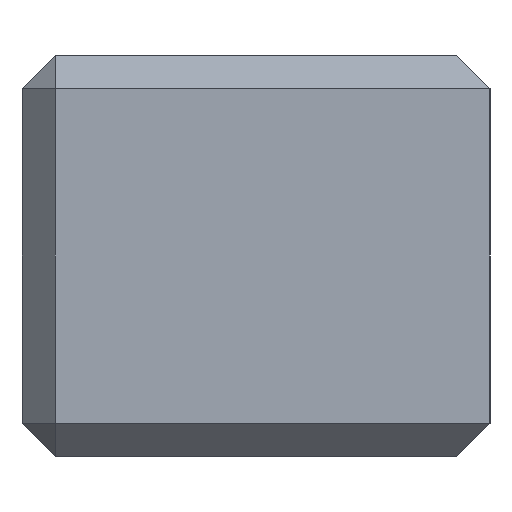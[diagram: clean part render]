
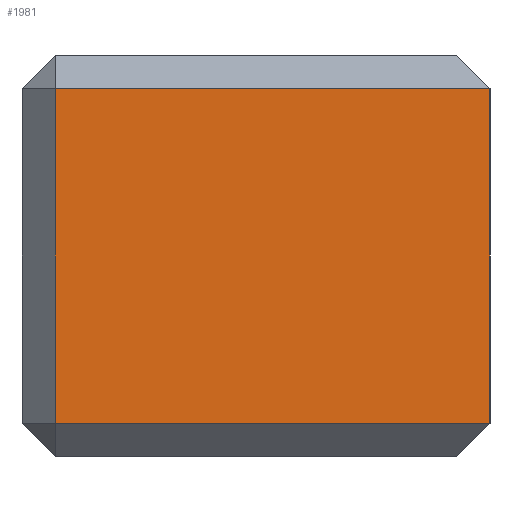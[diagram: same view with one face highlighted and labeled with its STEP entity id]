
A CAD part, left-side view. The second image highlights one B-rep face of the part: STEP entity #1981.
In plain terms, the highlighted planar face has unit normal (-1, 0, 0).
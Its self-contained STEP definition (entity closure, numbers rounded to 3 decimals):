
#44 = LINE ( 'NONE', #2042, #1552 ) ;
#375 = ORIENTED_EDGE ( 'NONE', *, *, #3181, .F. ) ;
#473 = CARTESIAN_POINT ( 'NONE',  ( -20., 13., -5. ) ) ;
#590 = CARTESIAN_POINT ( 'NONE',  ( -20., 0., -5. ) ) ;
#813 = DIRECTION ( 'NONE',  ( 0., 0., -1. ) ) ;
#855 = CARTESIAN_POINT ( 'NONE',  ( -20., 0., 6. ) ) ;
#950 = VERTEX_POINT ( 'NONE', #3147 ) ;
#1027 = EDGE_CURVE ( 'NONE', #2446, #4379, #1313, .T. ) ;
#1123 = ORIENTED_EDGE ( 'NONE', *, *, #3786, .T. ) ;
#1313 = LINE ( 'NONE', #3175, #1370 ) ;
#1351 = FACE_OUTER_BOUND ( 'NONE', #4662, .T. ) ;
#1370 = VECTOR ( 'NONE', #3565, 1000. ) ;
#1552 = VECTOR ( 'NONE', #4261, 1000. ) ;
#1873 = PLANE ( 'NONE',  #3699 ) ;
#1916 = DIRECTION ( 'NONE',  ( 0., 1., 0. ) ) ;
#1949 = LINE ( 'NONE', #4114, #2352 ) ;
#1981 = ADVANCED_FACE ( 'NONE', ( #1351 ), #1873, .F. ) ;
#2042 = CARTESIAN_POINT ( 'NONE',  ( -20., 0., 6. ) ) ;
#2352 = VECTOR ( 'NONE', #813, 1000. ) ;
#2446 = VERTEX_POINT ( 'NONE', #473 ) ;
#2506 = EDGE_CURVE ( 'NONE', #3092, #950, #4339, .T. ) ;
#3074 = DIRECTION ( 'NONE',  ( 0., 1., 0. ) ) ;
#3092 = VERTEX_POINT ( 'NONE', #4245 ) ;
#3147 = CARTESIAN_POINT ( 'NONE',  ( -20., 13., 5. ) ) ;
#3175 = CARTESIAN_POINT ( 'NONE',  ( -20., 0., -5. ) ) ;
#3181 = EDGE_CURVE ( 'NONE', #3092, #4379, #44, .T. ) ;
#3386 = ORIENTED_EDGE ( 'NONE', *, *, #1027, .T. ) ;
#3565 = DIRECTION ( 'NONE',  ( 0., -1., 0. ) ) ;
#3699 = AXIS2_PLACEMENT_3D ( 'NONE', #855, #4563, #1916 ) ;
#3786 = EDGE_CURVE ( 'NONE', #950, #2446, #1949, .T. ) ;
#3806 = CARTESIAN_POINT ( 'NONE',  ( -20., 0., 5. ) ) ;
#4114 = CARTESIAN_POINT ( 'NONE',  ( -20., 13., 6. ) ) ;
#4245 = CARTESIAN_POINT ( 'NONE',  ( -20., 0., 5. ) ) ;
#4261 = DIRECTION ( 'NONE',  ( 0., 0., -1. ) ) ;
#4339 = LINE ( 'NONE', #3806, #4738 ) ;
#4379 = VERTEX_POINT ( 'NONE', #590 ) ;
#4530 = ORIENTED_EDGE ( 'NONE', *, *, #2506, .T. ) ;
#4563 = DIRECTION ( 'NONE',  ( 1., 0., 0. ) ) ;
#4662 = EDGE_LOOP ( 'NONE', ( #375, #4530, #1123, #3386 ) ) ;
#4738 = VECTOR ( 'NONE', #3074, 1000. ) ;
